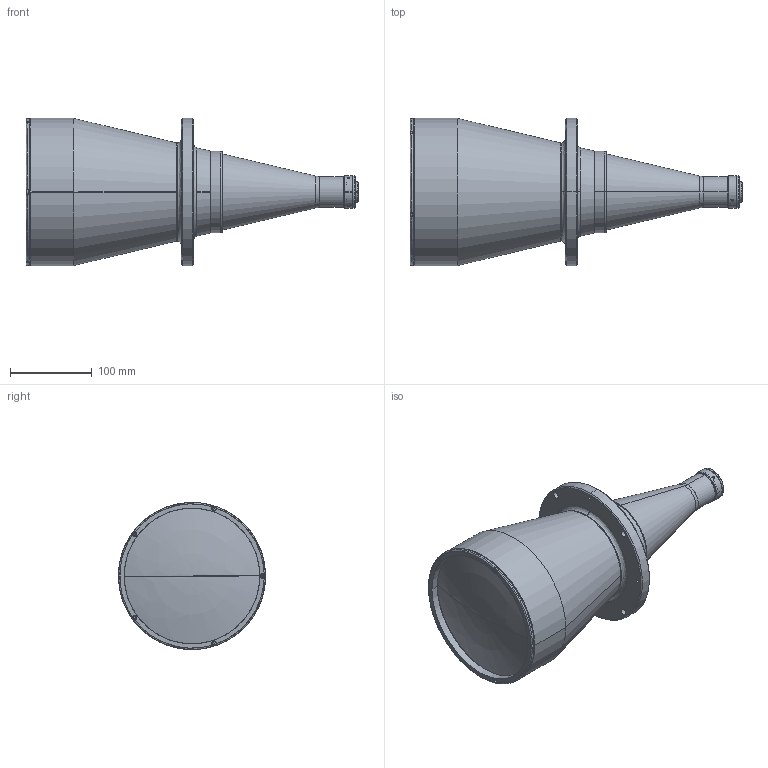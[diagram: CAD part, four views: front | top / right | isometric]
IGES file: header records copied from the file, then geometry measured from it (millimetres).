
Start section: SolidWorks IGES file using analytic representation for surfaces
Global section: file name: TC12120.IGS; native system: SolidWorks 2015; preprocessor: SolidWorks 2015; author: piermario; date: 161003.121541; units: millimetre
Bounding box: 406.24 x 180 x 180 mm (x, y, z)
Surface area: 222406.9 mm2 (no closed solid volume)
Topology: 0 solids, 0 shells, 184 faces, 3685 edges, 3684 vertices
Faces by surface type: revolution 92, bspline 92
